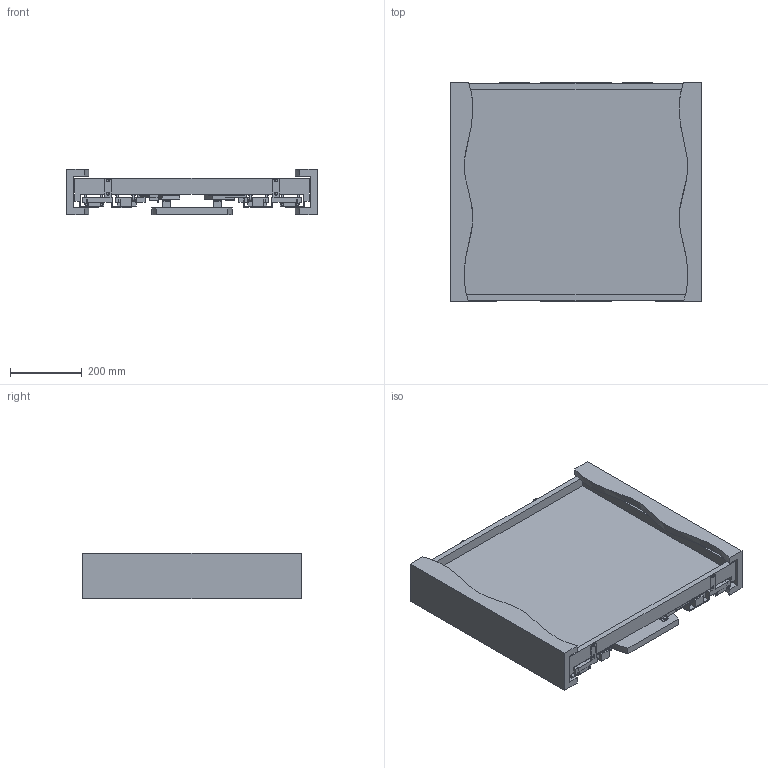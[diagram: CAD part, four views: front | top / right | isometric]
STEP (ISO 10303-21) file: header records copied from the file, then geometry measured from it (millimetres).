
FILE_DESCRIPTION(/* description */ (''),/* implementation_level */ '2;1');
FILE_NAME(/* name */ '3D_200-2482-04_B700xT610xH127.sat.ipt.stp',/* time_stamp */ '2022-04-21T11:19:46+02:00',/* author */ (''),/* organization */ (''),/* preprocessor_version */ 'ST-DEVELOPER v18.1',/* originating_system */ 'Autodesk Inventor 2021',/* authorisation */ '');
FILE_SCHEMA (('CONFIG_CONTROL_DESIGN'));
Length unit declared in the file: millimetre
Products named in the file (1): 3D_200-2482-04_B700xT610xH127.sat
Bounding box: 700 x 610 x 127 mm (x, y, z)
Volume: 18290312 mm3; surface area: 2595792.8 mm2
Topology: 2 solids, 2 shells, 504 faces, 1395 edges, 904 vertices
Faces by surface type: plane 384, cylinder 98, cone 16, bspline 6
Full cylindrical faces by diameter (mm): 4 x8, 6.5 x16, 7 x24, 18.95 x2, 19 x2
Entity records: 16498 total; most frequent: CARTESIAN_POINT 3082, ORIENTED_EDGE 2810, DIRECTION 2619, EDGE_CURVE 1405, LINE 1149, VECTOR 1149, VERTEX_POINT 910, AXIS2_PLACEMENT_3D 735
